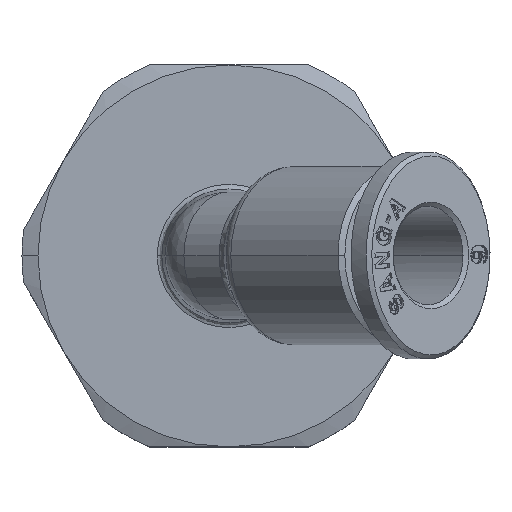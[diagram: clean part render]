
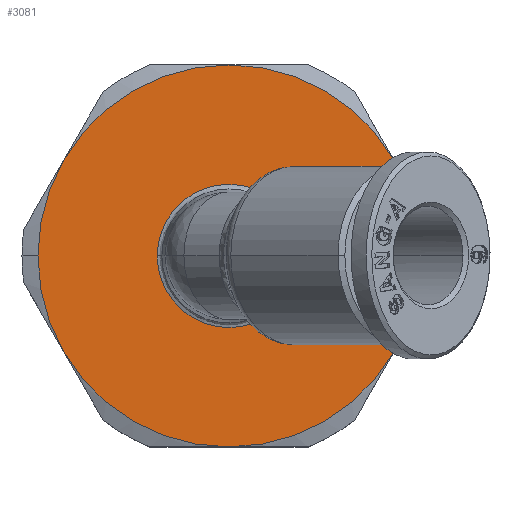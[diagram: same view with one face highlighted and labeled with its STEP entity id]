
A CAD part, top view. The second image highlights one B-rep face of the part: STEP entity #3081.
In plain terms, the highlighted planar face has unit normal (0, 0, 1).
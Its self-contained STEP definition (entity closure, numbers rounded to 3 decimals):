
#1699=CARTESIAN_POINT('',(3.831,0.,-0.879));
#1700=VERTEX_POINT('',#1699);
#1709=CARTESIAN_POINT('',(-5.171,0.,-0.879));
#1710=VERTEX_POINT('',#1709);
#1718=CARTESIAN_POINT('',(-0.67,0.,-0.879));
#1719=DIRECTION('',(0.0,0.0,1.0));
#1720=DIRECTION('',(-1.0,0.0,0.0));
#1721=AXIS2_PLACEMENT_3D('',#1718,#1719,#1720);
#1722=CIRCLE('',#1721,4.501);
#1723=EDGE_CURVE('',#1710,#1700,#1722,.T.);
#1988=CARTESIAN_POINT('',(11.33,0.,-0.879));
#1989=VERTEX_POINT('',#1988);
#2005=CARTESIAN_POINT('',(9.722,6.,-0.879));
#2006=VERTEX_POINT('',#2005);
#2020=CARTESIAN_POINT('',(-0.67,0.,-0.879));
#2021=DIRECTION('',(0.0,0.0,1.0));
#2022=DIRECTION('',(1.0,0.0,0.0));
#2023=AXIS2_PLACEMENT_3D('',#2020,#2021,#2022);
#2024=CIRCLE('',#2023,12.);
#2025=EDGE_CURVE('',#1989,#2006,#2024,.T.);
#2035=CARTESIAN_POINT('',(-12.67,0.,-0.879));
#2036=VERTEX_POINT('',#2035);
#2045=CARTESIAN_POINT('',(-11.063,6.,-0.879));
#2046=VERTEX_POINT('',#2045);
#2047=CARTESIAN_POINT('',(-0.67,0.,-0.879));
#2048=DIRECTION('',(0.0,0.0,1.0));
#2049=DIRECTION('',(1.0,0.0,0.0));
#2050=AXIS2_PLACEMENT_3D('',#2047,#2048,#2049);
#2051=CIRCLE('',#2050,12.);
#2052=EDGE_CURVE('',#2046,#2036,#2051,.T.);
#2363=CARTESIAN_POINT('',(-0.67,12.,-0.879));
#2364=VERTEX_POINT('',#2363);
#2378=CARTESIAN_POINT('',(-0.67,0.,-0.879));
#2379=DIRECTION('',(0.0,0.0,1.0));
#2380=DIRECTION('',(1.0,0.0,0.0));
#2381=AXIS2_PLACEMENT_3D('',#2378,#2379,#2380);
#2382=CIRCLE('',#2381,12.);
#2383=EDGE_CURVE('',#2006,#2364,#2382,.T.);
#2480=CARTESIAN_POINT('',(-0.67,0.,-0.879));
#2481=DIRECTION('',(0.0,0.0,1.0));
#2482=DIRECTION('',(1.0,0.0,0.0));
#2483=AXIS2_PLACEMENT_3D('',#2480,#2481,#2482);
#2484=CIRCLE('',#2483,12.);
#2485=EDGE_CURVE('',#2364,#2046,#2484,.T.);
#2498=CARTESIAN_POINT('',(-11.063,-6.0,-0.879));
#2499=VERTEX_POINT('',#2498);
#2513=CARTESIAN_POINT('',(-0.67,0.,-0.879));
#2514=DIRECTION('',(0.0,0.0,1.0));
#2515=DIRECTION('',(1.0,0.0,0.0));
#2516=AXIS2_PLACEMENT_3D('',#2513,#2514,#2515);
#2517=CIRCLE('',#2516,12.);
#2518=EDGE_CURVE('',#2036,#2499,#2517,.T.);
#2563=CARTESIAN_POINT('',(-0.67,-12.,-0.879));
#2564=VERTEX_POINT('',#2563);
#2578=CARTESIAN_POINT('',(-0.67,0.,-0.879));
#2579=DIRECTION('',(0.0,0.0,1.0));
#2580=DIRECTION('',(1.0,0.0,0.0));
#2581=AXIS2_PLACEMENT_3D('',#2578,#2579,#2580);
#2582=CIRCLE('',#2581,12.);
#2583=EDGE_CURVE('',#2499,#2564,#2582,.T.);
#2655=CARTESIAN_POINT('',(9.722,-6.,-0.879));
#2656=VERTEX_POINT('',#2655);
#2670=CARTESIAN_POINT('',(-0.67,0.,-0.879));
#2671=DIRECTION('',(0.0,0.0,1.0));
#2672=DIRECTION('',(1.0,0.0,0.0));
#2673=AXIS2_PLACEMENT_3D('',#2670,#2671,#2672);
#2674=CIRCLE('',#2673,12.);
#2675=EDGE_CURVE('',#2564,#2656,#2674,.T.);
#2807=CARTESIAN_POINT('',(-0.67,0.,-0.879));
#2808=DIRECTION('',(0.0,0.0,1.0));
#2809=DIRECTION('',(1.0,0.0,0.0));
#2810=AXIS2_PLACEMENT_3D('',#2807,#2808,#2809);
#2811=CIRCLE('',#2810,12.);
#2812=EDGE_CURVE('',#2656,#1989,#2811,.T.);
#3026=CARTESIAN_POINT('',(-0.67,0.,-0.879));
#3027=DIRECTION('',(0.0,0.0,1.0));
#3028=DIRECTION('',(-1.0,0.0,0.0));
#3029=AXIS2_PLACEMENT_3D('',#3026,#3027,#3028);
#3030=CIRCLE('',#3029,4.501);
#3031=EDGE_CURVE('',#1700,#1710,#3030,.T.);
#3062=CARTESIAN_POINT('',(-0.67,0.,-0.879));
#3063=DIRECTION('',(0.0,0.0,-1.0));
#3064=DIRECTION('',(-1.0,0.0,0.0));
#3065=AXIS2_PLACEMENT_3D('',#3062,#3063,#3064);
#3066=PLANE('',#3065);
#3067=ORIENTED_EDGE('',*,*,#2052,.T.);
#3068=ORIENTED_EDGE('',*,*,#2518,.T.);
#3069=ORIENTED_EDGE('',*,*,#2583,.T.);
#3070=ORIENTED_EDGE('',*,*,#2675,.T.);
#3071=ORIENTED_EDGE('',*,*,#2812,.T.);
#3072=ORIENTED_EDGE('',*,*,#2025,.T.);
#3073=ORIENTED_EDGE('',*,*,#2383,.T.);
#3074=ORIENTED_EDGE('',*,*,#2485,.T.);
#3075=EDGE_LOOP('',(#3067,#3068,#3069,#3070,#3071,#3072,#3073,#3074));
#3076=FACE_OUTER_BOUND('',#3075,.T.);
#3077=ORIENTED_EDGE('',*,*,#3031,.F.);
#3078=ORIENTED_EDGE('',*,*,#1723,.F.);
#3079=EDGE_LOOP('',(#3077,#3078));
#3080=FACE_BOUND('',#3079,.T.);
#3081=ADVANCED_FACE('',(#3076,#3080),#3066,.F.);
